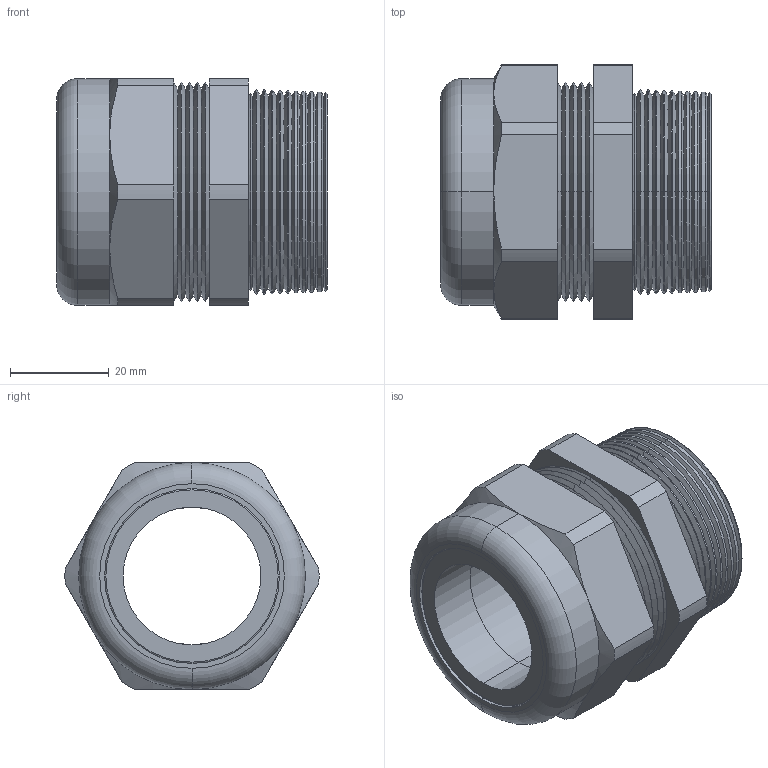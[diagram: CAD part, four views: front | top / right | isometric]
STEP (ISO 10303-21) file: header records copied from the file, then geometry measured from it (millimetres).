
FILE_DESCRIPTION (( 'STEP AP203' ), '1' );
FILE_NAME ('CD29LA-BK.STEP', '2008-06-16T12:39:37', ( 'BSI05' ), ( 'BAYSTATE' ), 'SwSTEP 2.0', 'SolidWorks 2007', '' );
FILE_SCHEMA (( 'CONFIG_CONTROL_DESIGN' ));
Length unit declared in the file: inch
Products named in the file (1): CD29LA-BK
Bounding box: 54.86 x 51.48 x 45.97 mm (x, y, z)
Volume: 50535.9 mm3; surface area: 21159.5 mm2
Topology: 2 solids, 2 shells, 150 faces, 320 edges, 178 vertices
Faces by surface type: cone 90, cylinder 32, plane 20, torus 8
Entity records: 4115 total; most frequent: DIRECTION 772, CARTESIAN_POINT 725, ORIENTED_EDGE 640, EDGE_CURVE 320, AXIS2_PLACEMENT_3D 313, VERTEX_POINT 178, CIRCLE 162, EDGE_LOOP 158
